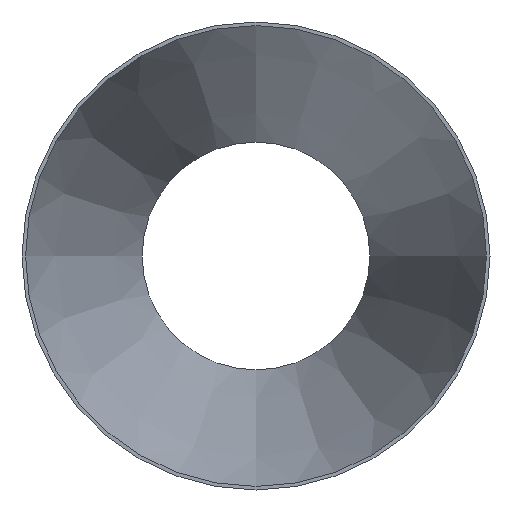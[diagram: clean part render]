
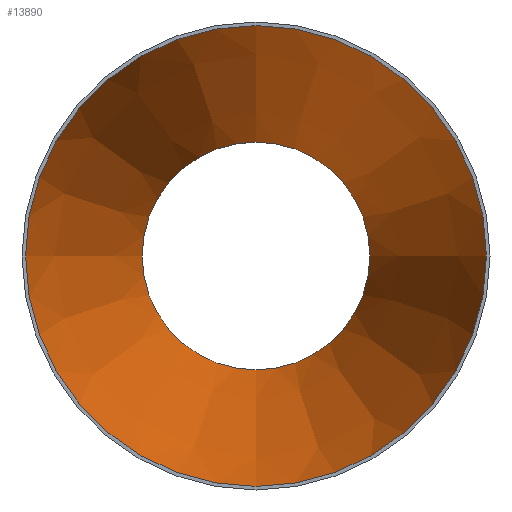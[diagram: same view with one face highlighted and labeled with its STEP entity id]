
A CAD part, front view. The second image highlights one B-rep face of the part: STEP entity #13890.
In plain terms, the highlighted conical face has half-angle 15.869 degrees and reference radius 200.081 mm.
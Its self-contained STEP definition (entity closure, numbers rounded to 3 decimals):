
#471 = EDGE_LOOP ( 'NONE', ( #1161 ) ) ;
#1161 = ORIENTED_EDGE ( 'NONE', *, *, #14153, .F. ) ;
#1356 = CARTESIAN_POINT ( 'NONE',  ( 0., 356., 0. ) ) ;
#2280 = FACE_BOUND ( 'NONE', #471, .T. ) ;
#5066 = CARTESIAN_POINT ( 'NONE',  ( 0., 0., -200.081 ) ) ;
#5888 = FACE_OUTER_BOUND ( 'NONE', #20768, .T. ) ;
#9117 = EDGE_CURVE ( 'NONE', #36475, #36475, #32779, .T. ) ;
#10209 = DIRECTION ( 'NONE',  ( 0., -1., 0. ) ) ;
#10913 = AXIS2_PLACEMENT_3D ( 'NONE', #36616, #36820, #16604 ) ;
#13890 = ADVANCED_FACE ( 'NONE', ( #2280, #5888 ), #18046, .F. ) ;
#14153 = EDGE_CURVE ( 'NONE', #20934, #20934, #14215, .T. ) ;
#14215 = CIRCLE ( 'NONE', #35438, 98.881 ) ;
#16604 = DIRECTION ( 'NONE',  ( 0., 0., -1. ) ) ;
#18046 = CONICAL_SURFACE ( 'NONE', #31584, 200.081, 0.277 ) ;
#18150 = DIRECTION ( 'NONE',  ( 0., -1., 0. ) ) ;
#20010 = ORIENTED_EDGE ( 'NONE', *, *, #9117, .T. ) ;
#20768 = EDGE_LOOP ( 'NONE', ( #20010 ) ) ;
#20934 = VERTEX_POINT ( 'NONE', #33249 ) ;
#25100 = DIRECTION ( 'NONE',  ( 0., 0., -1. ) ) ;
#31584 = AXIS2_PLACEMENT_3D ( 'NONE', #39113, #18150, #39318 ) ;
#32779 = CIRCLE ( 'NONE', #10913, 200.081 ) ;
#33249 = CARTESIAN_POINT ( 'NONE',  ( 0., 356., -98.881 ) ) ;
#35438 = AXIS2_PLACEMENT_3D ( 'NONE', #1356, #10209, #25100 ) ;
#36475 = VERTEX_POINT ( 'NONE', #5066 ) ;
#36616 = CARTESIAN_POINT ( 'NONE',  ( 0., 0., 0. ) ) ;
#36820 = DIRECTION ( 'NONE',  ( 0., -1., 0. ) ) ;
#39113 = CARTESIAN_POINT ( 'NONE',  ( 0., 0., 0. ) ) ;
#39318 = DIRECTION ( 'NONE',  ( 0., 0., -1. ) ) ;
